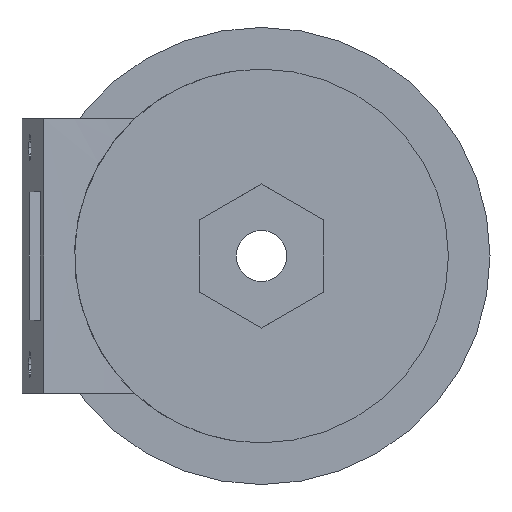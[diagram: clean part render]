
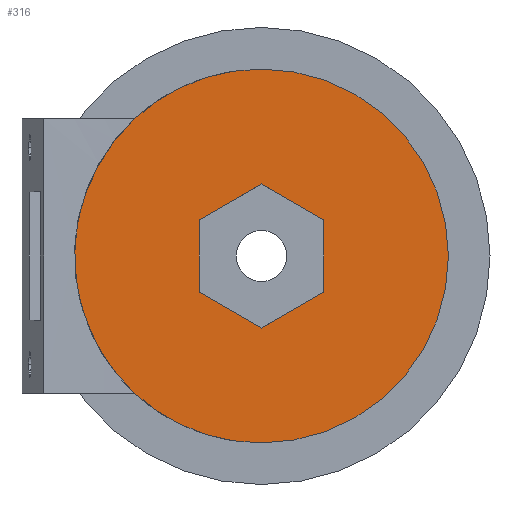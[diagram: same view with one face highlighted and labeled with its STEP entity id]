
A CAD part, left-side view. The second image highlights one B-rep face of the part: STEP entity #316.
In plain terms, the highlighted planar face has unit normal (-1, 0, 0).
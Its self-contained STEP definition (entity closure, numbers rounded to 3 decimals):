
#64 = CARTESIAN_POINT ( 'NONE',  ( 300., 15.223, 0. ) ) ;
#76 = EDGE_LOOP ( 'NONE', ( #1024, #1411, #615, #359 ) ) ;
#108 = EDGE_LOOP ( 'NONE', ( #751, #1214, #1527, #330, #1383, #556 ) ) ;
#157 = VERTEX_POINT ( 'NONE', #1307 ) ;
#214 = CARTESIAN_POINT ( 'NONE',  ( 300., 0., 16.5 ) ) ;
#215 = EDGE_CURVE ( 'NONE', #1580, #157, #836, .T. ) ;
#235 = EDGE_CURVE ( 'NONE', #1529, #1625, #1551, .T. ) ;
#298 = CARTESIAN_POINT ( 'NONE',  ( 300., 0., 16.5 ) ) ;
#316 = ADVANCED_FACE ( 'NONE', ( #1439, #1753 ), #1039, .T. ) ;
#330 = ORIENTED_EDGE ( 'NONE', *, *, #1165, .F. ) ;
#331 = DIRECTION ( 'NONE',  ( -1., 0., 0. ) ) ;
#344 = AXIS2_PLACEMENT_3D ( 'NONE', #1047, #1030, #1027 ) ;
#350 = DIRECTION ( 'NONE',  ( 0., 0., 1. ) ) ;
#359 = ORIENTED_EDGE ( 'NONE', *, *, #1541, .T. ) ;
#409 = VECTOR ( 'NONE', #437, 1000. ) ;
#411 = VECTOR ( 'NONE', #1169, 1000. ) ;
#437 = DIRECTION ( 'NONE',  ( 0., 0.866, -0.5 ) ) ;
#440 = CARTESIAN_POINT ( 'NONE',  ( 300., 0., 38.95 ) ) ;
#484 = CARTESIAN_POINT ( 'NONE',  ( 300., 0., 7.84 ) ) ;
#521 = CIRCLE ( 'NONE', #1122, 22.45 ) ;
#544 = CARTESIAN_POINT ( 'NONE',  ( 300., 0., 25.16 ) ) ;
#556 = ORIENTED_EDGE ( 'NONE', *, *, #756, .F. ) ;
#558 = CARTESIAN_POINT ( 'NONE',  ( 300., 7.5, 20.83 ) ) ;
#587 = CARTESIAN_POINT ( 'NONE',  ( 300., 0., 7.84 ) ) ;
#615 = ORIENTED_EDGE ( 'NONE', *, *, #1556, .T. ) ;
#651 = VERTEX_POINT ( 'NONE', #587 ) ;
#720 = CIRCLE ( 'NONE', #1262, 22.45 ) ;
#751 = ORIENTED_EDGE ( 'NONE', *, *, #1794, .F. ) ;
#756 = EDGE_CURVE ( 'NONE', #1940, #1600, #1965, .T. ) ;
#773 = LINE ( 'NONE', #484, #1880 ) ;
#819 = DIRECTION ( 'NONE',  ( 0., 0., -1. ) ) ;
#825 = DIRECTION ( 'NONE',  ( 0., -0.866, -0.5 ) ) ;
#836 = CIRCLE ( 'NONE', #1388, 22.45 ) ;
#847 = CARTESIAN_POINT ( 'NONE',  ( 300., 7.5, 12.17 ) ) ;
#867 = DIRECTION ( 'NONE',  ( 0., 0., -1. ) ) ;
#993 = VECTOR ( 'NONE', #825, 1000. ) ;
#1024 = ORIENTED_EDGE ( 'NONE', *, *, #215, .T. ) ;
#1027 = DIRECTION ( 'NONE',  ( 0., 0., 1. ) ) ;
#1030 = DIRECTION ( 'NONE',  ( -1., 0., 0. ) ) ;
#1039 = PLANE ( 'NONE',  #344 ) ;
#1041 = CARTESIAN_POINT ( 'NONE',  ( 300., -7.5, 20.83 ) ) ;
#1044 = LINE ( 'NONE', #1424, #993 ) ;
#1047 = CARTESIAN_POINT ( 'NONE',  ( 300., 0., 16.5 ) ) ;
#1049 = DIRECTION ( 'NONE',  ( 0., 0., 1. ) ) ;
#1098 = VECTOR ( 'NONE', #819, 1000. ) ;
#1122 = AXIS2_PLACEMENT_3D ( 'NONE', #1713, #331, #867 ) ;
#1149 = CARTESIAN_POINT ( 'NONE',  ( 300., -7.5, 12.17 ) ) ;
#1159 = DIRECTION ( 'NONE',  ( 0., 0., 1. ) ) ;
#1162 = DIRECTION ( 'NONE',  ( -1., 0., 0. ) ) ;
#1165 = EDGE_CURVE ( 'NONE', #1256, #651, #1044, .T. ) ;
#1166 = CARTESIAN_POINT ( 'NONE',  ( 300., 0., 16.5 ) ) ;
#1169 = DIRECTION ( 'NONE',  ( 0., 0., 1. ) ) ;
#1195 = DIRECTION ( 'NONE',  ( 0., -0.866, 0.5 ) ) ;
#1214 = ORIENTED_EDGE ( 'NONE', *, *, #235, .F. ) ;
#1256 = VERTEX_POINT ( 'NONE', #847 ) ;
#1262 = AXIS2_PLACEMENT_3D ( 'NONE', #214, #1363, #350 ) ;
#1291 = EDGE_CURVE ( 'NONE', #651, #1529, #773, .T. ) ;
#1307 = CARTESIAN_POINT ( 'NONE',  ( 300., 0., -5.95 ) ) ;
#1323 = AXIS2_PLACEMENT_3D ( 'NONE', #298, #1538, #1049 ) ;
#1330 = EDGE_CURVE ( 'NONE', #157, #1945, #720, .T. ) ;
#1338 = LINE ( 'NONE', #1530, #1939 ) ;
#1345 = VERTEX_POINT ( 'NONE', #1736 ) ;
#1363 = DIRECTION ( 'NONE',  ( -1., 0., 0. ) ) ;
#1383 = ORIENTED_EDGE ( 'NONE', *, *, #1863, .F. ) ;
#1388 = AXIS2_PLACEMENT_3D ( 'NONE', #1166, #1162, #1159 ) ;
#1398 = CARTESIAN_POINT ( 'NONE',  ( 300., -7.5, 12.17 ) ) ;
#1411 = ORIENTED_EDGE ( 'NONE', *, *, #1330, .T. ) ;
#1424 = CARTESIAN_POINT ( 'NONE',  ( 300., 7.5, 12.17 ) ) ;
#1439 = FACE_BOUND ( 'NONE', #108, .T. ) ;
#1448 = LINE ( 'NONE', #1816, #1098 ) ;
#1520 = CARTESIAN_POINT ( 'NONE',  ( 300., 0., 25.16 ) ) ;
#1527 = ORIENTED_EDGE ( 'NONE', *, *, #1291, .F. ) ;
#1529 = VERTEX_POINT ( 'NONE', #1398 ) ;
#1530 = CARTESIAN_POINT ( 'NONE',  ( 300., -7.5, 20.83 ) ) ;
#1538 = DIRECTION ( 'NONE',  ( -1., 0., 0. ) ) ;
#1541 = EDGE_CURVE ( 'NONE', #1345, #1580, #521, .T. ) ;
#1551 = LINE ( 'NONE', #1149, #411 ) ;
#1556 = EDGE_CURVE ( 'NONE', #1945, #1345, #1589, .T. ) ;
#1580 = VERTEX_POINT ( 'NONE', #64 ) ;
#1589 = CIRCLE ( 'NONE', #1323, 22.45 ) ;
#1600 = VERTEX_POINT ( 'NONE', #558 ) ;
#1625 = VERTEX_POINT ( 'NONE', #1041 ) ;
#1713 = CARTESIAN_POINT ( 'NONE',  ( 300., 0., 16.5 ) ) ;
#1736 = CARTESIAN_POINT ( 'NONE',  ( 300., 15.223, 33. ) ) ;
#1753 = FACE_OUTER_BOUND ( 'NONE', #76, .T. ) ;
#1794 = EDGE_CURVE ( 'NONE', #1625, #1940, #1338, .T. ) ;
#1816 = CARTESIAN_POINT ( 'NONE',  ( 300., 7.5, 20.83 ) ) ;
#1817 = DIRECTION ( 'NONE',  ( 0., 0.866, 0.5 ) ) ;
#1863 = EDGE_CURVE ( 'NONE', #1600, #1256, #1448, .T. ) ;
#1880 = VECTOR ( 'NONE', #1195, 1000. ) ;
#1939 = VECTOR ( 'NONE', #1817, 1000. ) ;
#1940 = VERTEX_POINT ( 'NONE', #1520 ) ;
#1945 = VERTEX_POINT ( 'NONE', #440 ) ;
#1965 = LINE ( 'NONE', #544, #409 ) ;
